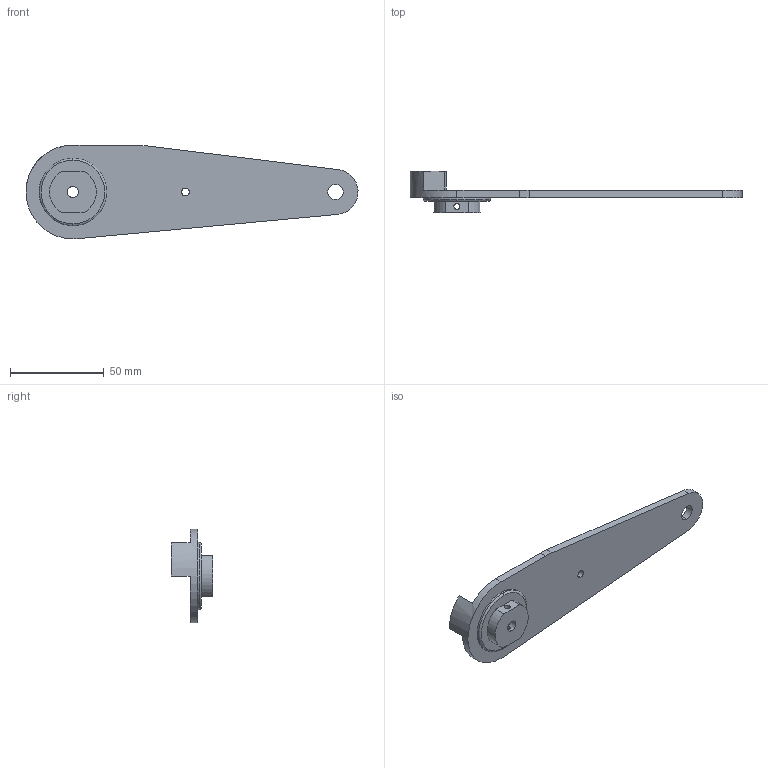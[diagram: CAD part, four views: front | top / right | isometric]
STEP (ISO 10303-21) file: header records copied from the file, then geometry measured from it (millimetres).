
FILE_DESCRIPTION (( 'STEP AP203' ), '1' );
FILE_NAME ('淩妗湮虯-拸熬笭.STEP', '2024-10-19T12:45:41', ( '' ), ( '' ), 'SwSTEP 2.0', 'SolidWorks 2024', '' );
FILE_SCHEMA (( 'CONFIG_CONTROL_DESIGN' ));
Length unit declared in the file: millimetre
Products named in the file (1): 真实大腿-无减重
Bounding box: 176.97 x 22 x 50 mm (x, y, z)
Volume: 32873.6 mm3; surface area: 16431.7 mm2
Topology: 1 solids, 1 shells, 33 faces, 91 edges, 60 vertices
Faces by surface type: cylinder 19, plane 12, torus 2
Entity records: 1256 total; most frequent: CARTESIAN_POINT 291, DIRECTION 191, ORIENTED_EDGE 182, EDGE_CURVE 91, AXIS2_PLACEMENT_3D 74, VERTEX_POINT 60, LINE 43, VECTOR 43
